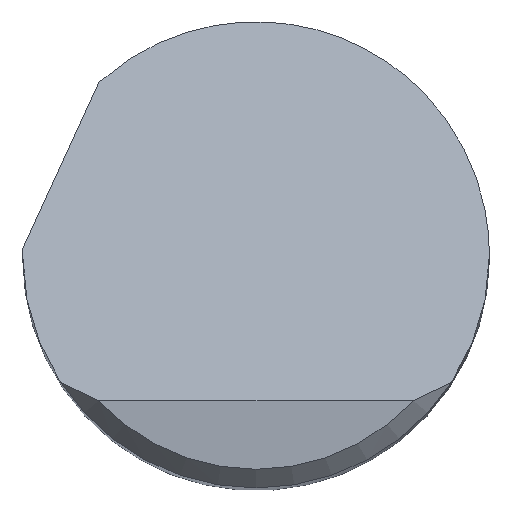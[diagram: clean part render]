
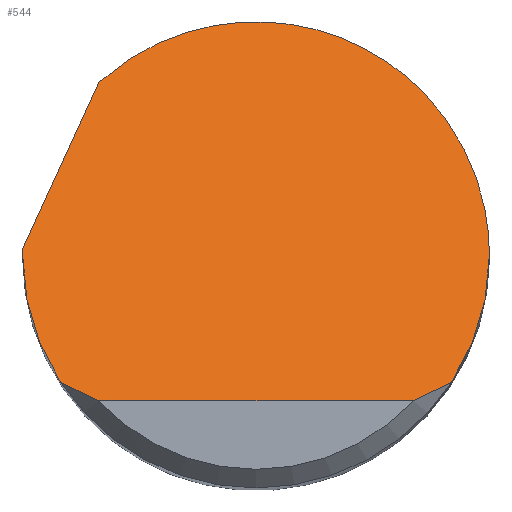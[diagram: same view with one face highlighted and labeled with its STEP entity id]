
A CAD part, top view. The second image highlights one B-rep face of the part: STEP entity #544.
In plain terms, the highlighted planar face has unit normal (0, 0.707, 0.707).
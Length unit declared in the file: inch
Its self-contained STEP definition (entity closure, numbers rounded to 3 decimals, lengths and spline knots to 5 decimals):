
#4 =( BOUNDED_CURVE ( )  B_SPLINE_CURVE ( 3, ( #162, #564, #509, #18 ),
 .UNSPECIFIED., .F., .F. ) 
 B_SPLINE_CURVE_WITH_KNOTS ( ( 4, 4 ),
 ( 1.5708, 2.14917 ),
 .UNSPECIFIED. ) 
 CURVE ( )  GEOMETRIC_REPRESENTATION_ITEM ( )  RATIONAL_B_SPLINE_CURVE ( ( 1., 0.972, 0.972, 1. ) ) 
 REPRESENTATION_ITEM ( '' )  );
#12 =( BOUNDED_CURVE ( )  B_SPLINE_CURVE ( 3, ( #624, #315, #622, #254 ),
 .UNSPECIFIED., .F., .T. ) 
 B_SPLINE_CURVE_WITH_KNOTS ( ( 4, 4 ),
 ( 4.13401, 4.71239 ),
 .UNSPECIFIED. ) 
 CURVE ( )  GEOMETRIC_REPRESENTATION_ITEM ( )  RATIONAL_B_SPLINE_CURVE ( ( 1., 0.972, 0.972, 1. ) ) 
 REPRESENTATION_ITEM ( '' )  );
#18 = CARTESIAN_POINT ( 'NONE',  ( 0.157, -0.1025, 2.485 ) ) ;
#19 = ORIENTED_EDGE ( 'NONE', *, *, #556, .F. ) ;
#22 = CARTESIAN_POINT ( 'NONE',  ( 0.157, -0.1025, 2.485 ) ) ;
#24 = CARTESIAN_POINT ( 'NONE',  ( -0.14711, -0.10785, 2.49035 ) ) ;
#32 = FACE_OUTER_BOUND ( 'NONE', #95, .T. ) ;
#33 = VERTEX_POINT ( 'NONE', #452 ) ;
#39 = CARTESIAN_POINT ( 'NONE',  ( -0.18743, 0.005, 2.3775 ) ) ;
#43 = CARTESIAN_POINT ( 'NONE',  ( -0.12629, -0.1175, 2.5 ) ) ;
#79 = CARTESIAN_POINT ( 'NONE',  ( 0.1369, -0.11288, 2.49538 ) ) ;
#90 = VERTEX_POINT ( 'NONE', #214 ) ;
#95 = EDGE_LOOP ( 'NONE', ( #700, #432, #19, #299, #515, #426, #481, #760 ) ) ;
#117 = DIRECTION ( 'NONE',  ( 0.308, 0.673, -0.673 ) ) ;
#119 =( BOUNDED_CURVE ( )  B_SPLINE_CURVE ( 3, ( #512, #582, #282, #149 ),
 .UNSPECIFIED., .F., .T. ) 
 B_SPLINE_CURVE_WITH_KNOTS ( ( 4, 4 ),
 ( 5.54449, 7.85398 ),
 .UNSPECIFIED. ) 
 CURVE ( )  GEOMETRIC_REPRESENTATION_ITEM ( )  RATIONAL_B_SPLINE_CURVE ( ( 1., 0.603, 0.603, 1. ) ) 
 REPRESENTATION_ITEM ( '' )  );
#144 = VECTOR ( 'NONE', #405, 39.37008 ) ;
#149 = CARTESIAN_POINT ( 'NONE',  ( 0.1875, 0., 2.3825 ) ) ;
#157 = CARTESIAN_POINT ( 'NONE',  ( 0.14711, -0.10785, 2.49035 ) ) ;
#161 = VECTOR ( 'NONE', #117, 39.37008 ) ;
#162 = CARTESIAN_POINT ( 'NONE',  ( 0.1875, 0., 2.3825 ) ) ;
#208 = DIRECTION ( 'NONE',  ( 0., -0.707, -0.707 ) ) ;
#214 = CARTESIAN_POINT ( 'NONE',  ( 0.1875, 0., 2.3825 ) ) ;
#217 = EDGE_CURVE ( 'NONE', #663, #616, #530, .T. ) ;
#236 = VERTEX_POINT ( 'NONE', #294 ) ;
#239 = CARTESIAN_POINT ( 'NONE',  ( -0.157, -0.1025, 2.485 ) ) ;
#242 = LINE ( 'NONE', #675, #144 ) ;
#254 = CARTESIAN_POINT ( 'NONE',  ( -0.1875, 0., 2.3825 ) ) ;
#269 = CARTESIAN_POINT ( 'NONE',  ( -0.1369, -0.11288, 2.49538 ) ) ;
#276 = CARTESIAN_POINT ( 'NONE',  ( -0.1875, -0.1175, 2.5 ) ) ;
#282 = CARTESIAN_POINT ( 'NONE',  ( 0.1875, 0.18969, 2.19281 ) ) ;
#283 = CARTESIAN_POINT ( 'NONE',  ( -0.18743, 0.005, 2.3775 ) ) ;
#285 = CARTESIAN_POINT ( 'NONE',  ( -0.23821, -0.10589, 2.48839 ) ) ;
#294 = CARTESIAN_POINT ( 'NONE',  ( -0.12625, 0.13863, 2.24387 ) ) ;
#299 = ORIENTED_EDGE ( 'NONE', *, *, #711, .F. ) ;
#303 = B_SPLINE_CURVE_WITH_KNOTS ( 'NONE', 3,
 ( #688, #79, #157, #22 ),
 .UNSPECIFIED., .F., .F.,
 ( 4, 4 ),
 ( 0., 0.00095 ),
 .UNSPECIFIED. ) ;
#315 = CARTESIAN_POINT ( 'NONE',  ( -0.17704, -0.0718, 2.4543 ) ) ;
#342 = CARTESIAN_POINT ( 'NONE',  ( -0.1875, 0., 2.3825 ) ) ;
#358 = CARTESIAN_POINT ( 'NONE',  ( -0.1875, 0., 2.3825 ) ) ;
#360 = LINE ( 'NONE', #285, #161 ) ;
#405 = DIRECTION ( 'NONE',  ( 1., 0., 0. ) ) ;
#412 = AXIS2_PLACEMENT_3D ( 'NONE', #276, #208, #441 ) ;
#415 = VERTEX_POINT ( 'NONE', #239 ) ;
#420 = VERTEX_POINT ( 'NONE', #490 ) ;
#425 = VERTEX_POINT ( 'NONE', #483 ) ;
#426 = ORIENTED_EDGE ( 'NONE', *, *, #217, .F. ) ;
#432 = ORIENTED_EDGE ( 'NONE', *, *, #477, .T. ) ;
#438 = EDGE_CURVE ( 'NONE', #415, #663, #12, .T. ) ;
#441 = DIRECTION ( 'NONE',  ( 0., 0.707, -0.707 ) ) ;
#452 = CARTESIAN_POINT ( 'NONE',  ( 0.12629, -0.1175, 2.5 ) ) ;
#477 = EDGE_CURVE ( 'NONE', #33, #425, #303, .T. ) ;
#481 = ORIENTED_EDGE ( 'NONE', *, *, #438, .F. ) ;
#483 = CARTESIAN_POINT ( 'NONE',  ( 0.157, -0.1025, 2.485 ) ) ;
#490 = CARTESIAN_POINT ( 'NONE',  ( -0.12629, -0.1175, 2.5 ) ) ;
#509 = CARTESIAN_POINT ( 'NONE',  ( 0.17704, -0.0718, 2.4543 ) ) ;
#512 = CARTESIAN_POINT ( 'NONE',  ( -0.12625, 0.13863, 2.24387 ) ) ;
#515 = ORIENTED_EDGE ( 'NONE', *, *, #733, .F. ) ;
#530 =( BOUNDED_CURVE ( )  B_SPLINE_CURVE ( 3, ( #358, #774, #652, #283 ),
 .UNSPECIFIED., .F., .T. ) 
 B_SPLINE_CURVE_WITH_KNOTS ( ( 4, 4 ),
 ( 4.71239, 4.73906 ),
 .UNSPECIFIED. ) 
 CURVE ( )  GEOMETRIC_REPRESENTATION_ITEM ( )  RATIONAL_B_SPLINE_CURVE ( ( 1., 1., 1., 1. ) ) 
 REPRESENTATION_ITEM ( '' )  );
#544 = ADVANCED_FACE ( 'NONE', ( #32 ), #699, .F. ) ;
#556 = EDGE_CURVE ( 'NONE', #90, #425, #4, .T. ) ;
#564 = CARTESIAN_POINT ( 'NONE',  ( 0.1875, -0.03666, 2.41916 ) ) ;
#582 = CARTESIAN_POINT ( 'NONE',  ( 0.014, 0.26635, 2.11615 ) ) ;
#608 = EDGE_CURVE ( 'NONE', #420, #33, #242, .T. ) ;
#616 = VERTEX_POINT ( 'NONE', #39 ) ;
#622 = CARTESIAN_POINT ( 'NONE',  ( -0.1875, -0.03666, 2.41916 ) ) ;
#624 = CARTESIAN_POINT ( 'NONE',  ( -0.157, -0.1025, 2.485 ) ) ;
#643 = CARTESIAN_POINT ( 'NONE',  ( -0.157, -0.1025, 2.485 ) ) ;
#652 = CARTESIAN_POINT ( 'NONE',  ( -0.18748, 0.00333, 2.37917 ) ) ;
#663 = VERTEX_POINT ( 'NONE', #342 ) ;
#675 = CARTESIAN_POINT ( 'NONE',  ( 0., -0.1175, 2.5 ) ) ;
#688 = CARTESIAN_POINT ( 'NONE',  ( 0.12629, -0.1175, 2.5 ) ) ;
#699 = PLANE ( 'NONE',  #412 ) ;
#700 = ORIENTED_EDGE ( 'NONE', *, *, #608, .T. ) ;
#701 = EDGE_CURVE ( 'NONE', #415, #420, #778, .T. ) ;
#711 = EDGE_CURVE ( 'NONE', #236, #90, #119, .T. ) ;
#733 = EDGE_CURVE ( 'NONE', #616, #236, #360, .T. ) ;
#760 = ORIENTED_EDGE ( 'NONE', *, *, #701, .T. ) ;
#774 = CARTESIAN_POINT ( 'NONE',  ( -0.1875, 0.00167, 2.38083 ) ) ;
#778 = B_SPLINE_CURVE_WITH_KNOTS ( 'NONE', 3,
 ( #643, #24, #269, #43 ),
 .UNSPECIFIED., .F., .F.,
 ( 4, 4 ),
 ( 0., 0.00095 ),
 .UNSPECIFIED. ) ;
